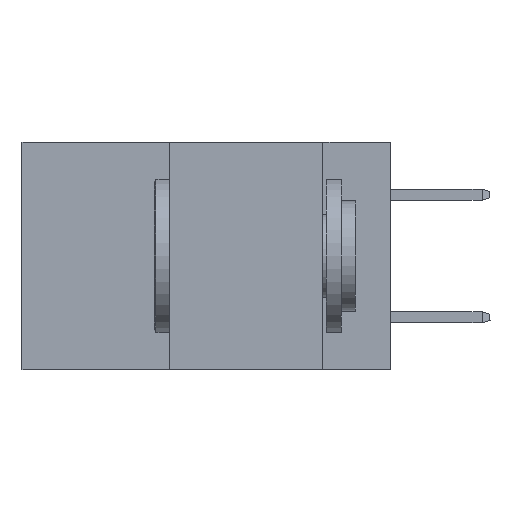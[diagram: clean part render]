
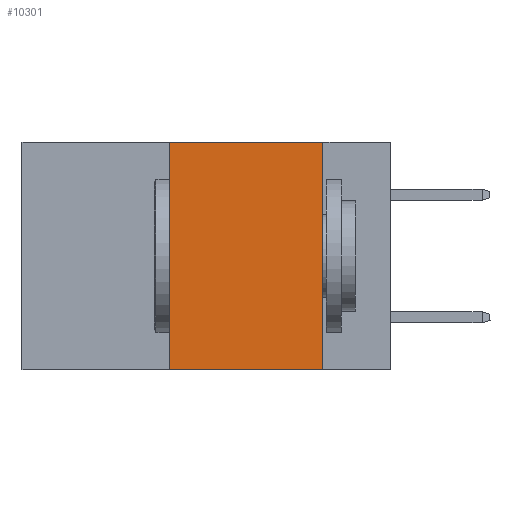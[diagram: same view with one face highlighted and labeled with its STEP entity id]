
A CAD part, left-side view. The second image highlights one B-rep face of the part: STEP entity #10301.
In plain terms, the highlighted planar face has unit normal (-1, 0, 0).
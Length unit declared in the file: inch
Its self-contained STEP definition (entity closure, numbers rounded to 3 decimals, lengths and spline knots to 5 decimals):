
#944 = EDGE_CURVE ( 'NONE', #5139, #4269, #17659, .T. ) ;
#1166 = VERTEX_POINT ( 'NONE', #10080 ) ;
#4080 = VECTOR ( 'NONE', #14678, 39.37008 ) ;
#4269 = VERTEX_POINT ( 'NONE', #6241 ) ;
#4562 = ORIENTED_EDGE ( 'NONE', *, *, #6105, .F. ) ;
#5029 = CARTESIAN_POINT ( 'NONE',  ( 0., 0.36, -0.37 ) ) ;
#5139 = VERTEX_POINT ( 'NONE', #5029 ) ;
#5817 = VECTOR ( 'NONE', #25757, 39.37008 ) ;
#6105 = EDGE_CURVE ( 'NONE', #24699, #4269, #11496, .T. ) ;
#6241 = CARTESIAN_POINT ( 'NONE',  ( 0., 0.11, -0.37 ) ) ;
#6886 = EDGE_LOOP ( 'NONE', ( #4562, #7271, #25354, #26031 ) ) ;
#7271 = ORIENTED_EDGE ( 'NONE', *, *, #17944, .F. ) ;
#8347 = CARTESIAN_POINT ( 'NONE',  ( 0., 0.6, 0. ) ) ;
#9283 = CARTESIAN_POINT ( 'NONE',  ( 0., 0.6, -0.37 ) ) ;
#10080 = CARTESIAN_POINT ( 'NONE',  ( 0., 0.36, 0. ) ) ;
#10301 = ADVANCED_FACE ( 'NONE', ( #15637 ), #12627, .F. ) ;
#11017 = DIRECTION ( 'NONE',  ( 0., 0., 1. ) ) ;
#11161 = VECTOR ( 'NONE', #23417, 39.37008 ) ;
#11496 = LINE ( 'NONE', #19274, #11161 ) ;
#11663 = EDGE_CURVE ( 'NONE', #5139, #1166, #16221, .T. ) ;
#12301 = CARTESIAN_POINT ( 'NONE',  ( 0., 0.11, 0. ) ) ;
#12627 = PLANE ( 'NONE',  #23335 ) ;
#14678 = DIRECTION ( 'NONE',  ( 0., -1., 0. ) ) ;
#14947 = LINE ( 'NONE', #27232, #4080 ) ;
#15637 = FACE_OUTER_BOUND ( 'NONE', #6886, .T. ) ;
#16221 = LINE ( 'NONE', #19222, #20461 ) ;
#17659 = LINE ( 'NONE', #9283, #5817 ) ;
#17944 = EDGE_CURVE ( 'NONE', #1166, #24699, #14947, .T. ) ;
#18620 = DIRECTION ( 'NONE',  ( 0., 0., -1. ) ) ;
#19222 = CARTESIAN_POINT ( 'NONE',  ( 0., 0.36, 0. ) ) ;
#19274 = CARTESIAN_POINT ( 'NONE',  ( 0., 0.11, 0. ) ) ;
#20461 = VECTOR ( 'NONE', #11017, 39.37008 ) ;
#23017 = DIRECTION ( 'NONE',  ( 1., 0., 0. ) ) ;
#23335 = AXIS2_PLACEMENT_3D ( 'NONE', #8347, #23017, #18620 ) ;
#23417 = DIRECTION ( 'NONE',  ( 0., 0., -1. ) ) ;
#24699 = VERTEX_POINT ( 'NONE', #12301 ) ;
#25354 = ORIENTED_EDGE ( 'NONE', *, *, #11663, .F. ) ;
#25757 = DIRECTION ( 'NONE',  ( 0., -1., 0. ) ) ;
#26031 = ORIENTED_EDGE ( 'NONE', *, *, #944, .T. ) ;
#27232 = CARTESIAN_POINT ( 'NONE',  ( 0., 0.6, 0. ) ) ;
